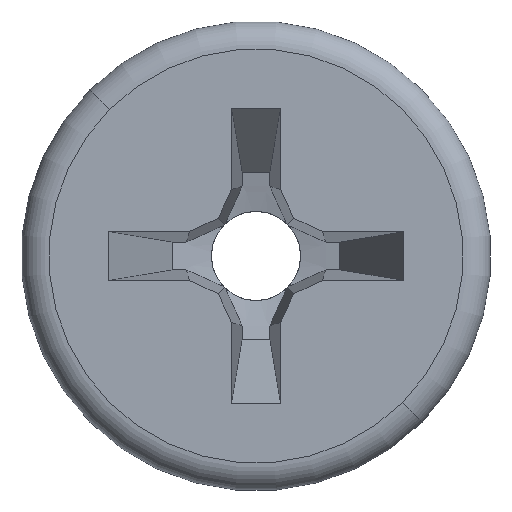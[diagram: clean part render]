
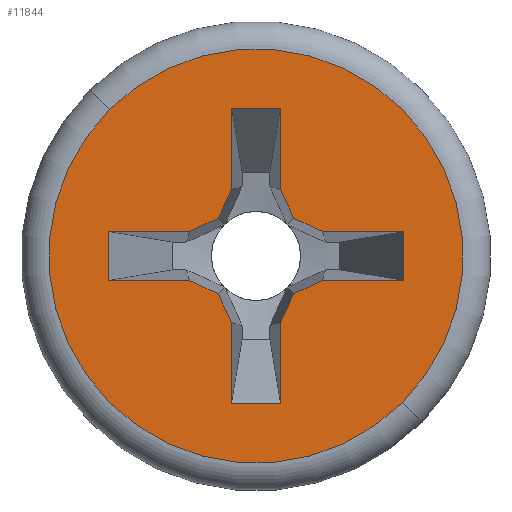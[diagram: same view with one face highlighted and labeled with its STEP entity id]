
A CAD part, left-side view. The second image highlights one B-rep face of the part: STEP entity #11844.
In plain terms, the highlighted planar face has unit normal (-1, 0, 0).
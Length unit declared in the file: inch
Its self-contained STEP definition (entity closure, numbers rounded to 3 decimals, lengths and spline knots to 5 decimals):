
#6243=CARTESIAN_POINT('',(0.,0.,0.));
#6244=DIRECTION('',(-1.,0.,0.));
#6245=DIRECTION('',(0.,1.,0.));
#6246=AXIS2_PLACEMENT_3D('',#6243,#6244,#6245);
#6248=CARTESIAN_POINT('',(0.,0.,0.));
#6249=DIRECTION('',(1.,0.,0.));
#6250=DIRECTION('',(0.,1.,0.));
#6251=AXIS2_PLACEMENT_3D('',#6248,#6249,#6250);
#6253=DIRECTION('',(0.,-0.707,-0.707));
#6254=VECTOR('',#6253,0.016);
#6255=CARTESIAN_POINT('',(0.,0.0396,-0.02828));
#6256=LINE('',#6255,#6254);
#6257=DIRECTION('',(0.,0.707,-0.707));
#6258=VECTOR('',#6257,0.02642);
#6259=CARTESIAN_POINT('',(0.,0.0096,-0.02091));
#6260=LINE('',#6259,#6258);
#6261=DIRECTION('',(0.,0.94,-0.342));
#6262=VECTOR('',#6261,0.01022);
#6263=CARTESIAN_POINT('',(0.,0.,-0.01742));
#6264=LINE('',#6263,#6262);
#6265=DIRECTION('',(0.,0.94,0.342));
#6266=VECTOR('',#6265,0.01022);
#6267=CARTESIAN_POINT('',(0.,-0.0096,-0.02091));
#6268=LINE('',#6267,#6266);
#6269=DIRECTION('',(0.,-0.707,-0.707));
#6270=VECTOR('',#6269,0.02642);
#6271=CARTESIAN_POINT('',(0.,-0.0096,-0.02091));
#6272=LINE('',#6271,#6270);
#6273=DIRECTION('',(0.,0.707,-0.707));
#6274=VECTOR('',#6273,0.016);
#6275=CARTESIAN_POINT('',(0.,-0.0396,-0.02828));
#6276=LINE('',#6275,#6274);
#6277=DIRECTION('',(0.,-0.707,-0.707));
#6278=VECTOR('',#6277,0.02642);
#6279=CARTESIAN_POINT('',(0.,-0.02091,-0.0096));
#6280=LINE('',#6279,#6278);
#6281=DIRECTION('',(0.,-0.342,-0.94));
#6282=VECTOR('',#6281,0.01022);
#6283=CARTESIAN_POINT('',(0.,-0.01742,0.));
#6284=LINE('',#6283,#6282);
#6285=DIRECTION('',(0.,0.342,-0.94));
#6286=VECTOR('',#6285,0.01022);
#6287=CARTESIAN_POINT('',(0.,-0.02091,0.0096));
#6288=LINE('',#6287,#6286);
#6289=DIRECTION('',(0.,0.707,-0.707));
#6290=VECTOR('',#6289,0.02642);
#6291=CARTESIAN_POINT('',(0.,-0.0396,0.02828));
#6292=LINE('',#6291,#6290);
#6293=DIRECTION('',(0.,-0.707,-0.707));
#6294=VECTOR('',#6293,0.016);
#6295=CARTESIAN_POINT('',(0.,-0.02828,0.0396));
#6296=LINE('',#6295,#6294);
#6297=DIRECTION('',(0.,0.707,-0.707));
#6298=VECTOR('',#6297,0.02642);
#6299=CARTESIAN_POINT('',(0.,-0.02828,0.0396));
#6300=LINE('',#6299,#6298);
#6301=DIRECTION('',(0.,-0.94,0.342));
#6302=VECTOR('',#6301,0.01022);
#6303=CARTESIAN_POINT('',(0.,0.,0.01742));
#6304=LINE('',#6303,#6302);
#6305=DIRECTION('',(0.,-0.94,-0.342));
#6306=VECTOR('',#6305,0.01022);
#6307=CARTESIAN_POINT('',(0.,0.0096,0.02091));
#6308=LINE('',#6307,#6306);
#6309=DIRECTION('',(0.,-0.707,-0.707));
#6310=VECTOR('',#6309,0.02642);
#6311=CARTESIAN_POINT('',(0.,0.02828,0.0396));
#6312=LINE('',#6311,#6310);
#6313=DIRECTION('',(0.,0.707,-0.707));
#6314=VECTOR('',#6313,0.016);
#6315=CARTESIAN_POINT('',(0.,0.02828,0.0396));
#6316=LINE('',#6315,#6314);
#6317=DIRECTION('',(0.,-0.707,-0.707));
#6318=VECTOR('',#6317,0.02642);
#6319=CARTESIAN_POINT('',(0.,0.0396,0.02828));
#6320=LINE('',#6319,#6318);
#6321=DIRECTION('',(0.,0.342,0.94));
#6322=VECTOR('',#6321,0.01022);
#6323=CARTESIAN_POINT('',(0.,0.01742,0.));
#6324=LINE('',#6323,#6322);
#6325=DIRECTION('',(0.,-0.342,0.94));
#6326=VECTOR('',#6325,0.01022);
#6327=CARTESIAN_POINT('',(0.,0.02091,-0.0096));
#6328=LINE('',#6327,#6326);
#6329=DIRECTION('',(0.,0.707,-0.707));
#6330=VECTOR('',#6329,0.02642);
#6331=CARTESIAN_POINT('',(0.,0.02091,-0.0096));
#6332=LINE('',#6331,#6330);
#6588=CARTESIAN_POINT('',(0.,0.0396,-0.02828));
#6589=CARTESIAN_POINT('',(0.,0.02828,-0.0396));
#6590=VERTEX_POINT('',#6588);
#6591=VERTEX_POINT('',#6589);
#6592=CARTESIAN_POINT('',(0.,0.02091,-0.0096));
#6593=VERTEX_POINT('',#6592);
#6594=CARTESIAN_POINT('',(0.,0.01742,0.));
#6595=VERTEX_POINT('',#6594);
#6596=CARTESIAN_POINT('',(0.,0.02091,0.0096));
#6597=VERTEX_POINT('',#6596);
#6598=CARTESIAN_POINT('',(0.,0.0396,0.02828));
#6599=VERTEX_POINT('',#6598);
#6600=CARTESIAN_POINT('',(0.,0.02828,0.0396));
#6601=VERTEX_POINT('',#6600);
#6602=CARTESIAN_POINT('',(0.,0.0096,0.02091));
#6603=VERTEX_POINT('',#6602);
#6604=CARTESIAN_POINT('',(0.,0.,0.01742));
#6605=VERTEX_POINT('',#6604);
#6606=CARTESIAN_POINT('',(0.,-0.0096,0.02091));
#6607=VERTEX_POINT('',#6606);
#6608=CARTESIAN_POINT('',(0.,-0.02828,0.0396));
#6609=VERTEX_POINT('',#6608);
#6610=CARTESIAN_POINT('',(0.,-0.0396,0.02828));
#6611=VERTEX_POINT('',#6610);
#6612=CARTESIAN_POINT('',(0.,-0.02091,0.0096));
#6613=VERTEX_POINT('',#6612);
#6614=CARTESIAN_POINT('',(0.,-0.01742,0.));
#6615=VERTEX_POINT('',#6614);
#6616=CARTESIAN_POINT('',(0.,-0.02091,-0.0096));
#6617=VERTEX_POINT('',#6616);
#6618=CARTESIAN_POINT('',(0.,-0.0396,-0.02828));
#6619=VERTEX_POINT('',#6618);
#6620=CARTESIAN_POINT('',(0.,-0.02828,-0.0396));
#6621=VERTEX_POINT('',#6620);
#6622=CARTESIAN_POINT('',(0.,-0.0096,-0.02091));
#6623=VERTEX_POINT('',#6622);
#6624=CARTESIAN_POINT('',(0.,0.,-0.01742));
#6625=VERTEX_POINT('',#6624);
#6626=CARTESIAN_POINT('',(0.,0.0096,-0.02091));
#6627=VERTEX_POINT('',#6626);
#6646=CARTESIAN_POINT('',(0.,0.06743,0.));
#6647=VERTEX_POINT('',#6646);
#6648=CARTESIAN_POINT('',(0.,-0.06743,0.));
#6649=VERTEX_POINT('',#6648);
#11803=CARTESIAN_POINT('',(0.,0.,0.));
#11804=DIRECTION('',(1.,0.,0.));
#11805=DIRECTION('',(0.,-1.,0.));
#11806=AXIS2_PLACEMENT_3D('',#11803,#11804,#11805);
#11807=PLANE('',#11806);
#11809=ORIENTED_EDGE('',*,*,#11808,.F.);
#11811=ORIENTED_EDGE('',*,*,#11810,.T.);
#11812=EDGE_LOOP('',(#11809,#11811));
#11813=FACE_OUTER_BOUND('',#11812,.F.);
#11815=ORIENTED_EDGE('',*,*,#11814,.T.);
#11817=ORIENTED_EDGE('',*,*,#11816,.F.);
#11819=ORIENTED_EDGE('',*,*,#11818,.F.);
#11821=ORIENTED_EDGE('',*,*,#11820,.F.);
#11823=ORIENTED_EDGE('',*,*,#11822,.T.);
#11825=ORIENTED_EDGE('',*,*,#11824,.F.);
#11827=ORIENTED_EDGE('',*,*,#11826,.F.);
#11828=ORIENTED_EDGE('',*,*,#11631,.F.);
#11829=ORIENTED_EDGE('',*,*,#11660,.F.);
#11830=ORIENTED_EDGE('',*,*,#11674,.F.);
#11831=ORIENTED_EDGE('',*,*,#11688,.F.);
#11832=ORIENTED_EDGE('',*,*,#11702,.T.);
#11833=ORIENTED_EDGE('',*,*,#11728,.F.);
#11834=ORIENTED_EDGE('',*,*,#11756,.F.);
#11835=ORIENTED_EDGE('',*,*,#11770,.F.);
#11836=ORIENTED_EDGE('',*,*,#11784,.T.);
#11837=ORIENTED_EDGE('',*,*,#11797,.T.);
#11838=ORIENTED_EDGE('',*,*,#11500,.F.);
#11839=ORIENTED_EDGE('',*,*,#11531,.F.);
#11841=ORIENTED_EDGE('',*,*,#11840,.T.);
#11842=EDGE_LOOP('',(#11815,#11817,#11819,#11821,#11823,#11825,#11827,#11828,
#11829,#11830,#11831,#11832,#11833,#11834,#11835,#11836,#11837,#11838,#11839,
#11841));
#11843=FACE_BOUND('',#11842,.F.);
#6247=CIRCLE('',#6246,0.06743);
#6252=CIRCLE('',#6251,0.06743);
#11500=EDGE_CURVE('',#6595,#6597,#6324,.T.);
#11531=EDGE_CURVE('',#6593,#6595,#6328,.T.);
#11631=EDGE_CURVE('',#6615,#6617,#6284,.T.);
#11660=EDGE_CURVE('',#6613,#6615,#6288,.T.);
#11674=EDGE_CURVE('',#6611,#6613,#6292,.T.);
#11688=EDGE_CURVE('',#6609,#6611,#6296,.T.);
#11702=EDGE_CURVE('',#6609,#6607,#6300,.T.);
#11728=EDGE_CURVE('',#6605,#6607,#6304,.T.);
#11756=EDGE_CURVE('',#6603,#6605,#6308,.T.);
#11770=EDGE_CURVE('',#6601,#6603,#6312,.T.);
#11784=EDGE_CURVE('',#6601,#6599,#6316,.T.);
#11797=EDGE_CURVE('',#6599,#6597,#6320,.T.);
#11808=EDGE_CURVE('',#6647,#6649,#6247,.T.);
#11810=EDGE_CURVE('',#6647,#6649,#6252,.T.);
#11814=EDGE_CURVE('',#6590,#6591,#6256,.T.);
#11816=EDGE_CURVE('',#6627,#6591,#6260,.T.);
#11818=EDGE_CURVE('',#6625,#6627,#6264,.T.);
#11820=EDGE_CURVE('',#6623,#6625,#6268,.T.);
#11822=EDGE_CURVE('',#6623,#6621,#6272,.T.);
#11824=EDGE_CURVE('',#6619,#6621,#6276,.T.);
#11826=EDGE_CURVE('',#6617,#6619,#6280,.T.);
#11840=EDGE_CURVE('',#6593,#6590,#6332,.T.);
#11844=ADVANCED_FACE('',(#11813,#11843),#11807,.F.);
